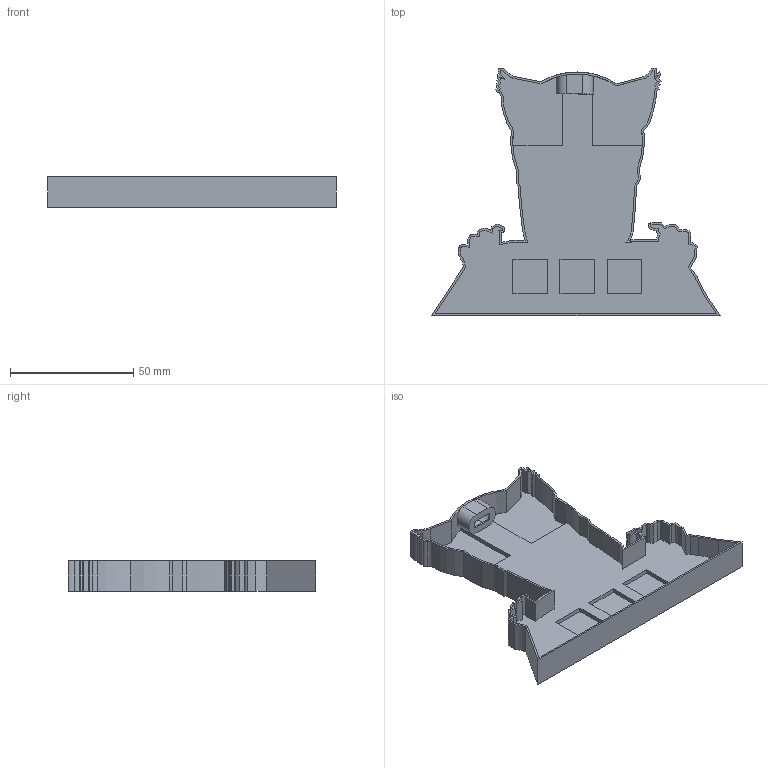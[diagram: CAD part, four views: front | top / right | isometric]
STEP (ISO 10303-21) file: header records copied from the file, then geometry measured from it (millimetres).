
FILE_DESCRIPTION(/* description */ ('STEP AP242','CAx-IF Rec.Pracs.---Representation and Presentation of Product Manufacturing Information (PMI)---4.0---2014-10-13','CAx-IF Rec.Pracs.---3D Tessellated Geometry---0.4---2014-09-14','2;1'),/* implementation_level */ '2;1');
FILE_NAME(/* name */ '686db411b8504e750a88714f',/* time_stamp */ '2025-07-09T00:13:06Z',/* author */ (''),/* organization */ (''),/* preprocessor_version */ 'ST-DEVELOPER v20',/* originating_system */ 'ONSHAPE BY PTC INC, 1.200',/* authorisation */ ' ');
FILE_SCHEMA (('AP242_MANAGED_MODEL_BASED_3D_ENGINEERING_MIM_LF { 1 0 10303 442 1 1 4 }'));
Length unit declared in the file: metre
Products named in the file (1): Part 1
Bounding box: 116.93 x 100.18 x 12.39 mm (x, y, z)
Volume: 22537.5 mm3; surface area: 25247.3 mm2
Topology: 1 solids, 1 shells, 237 faces, 690 edges, 460 vertices
Faces by surface type: plane 169, cylinder 68
Entity records: 7842 total; most frequent: CARTESIAN_POINT 1420, ORIENTED_EDGE 1380, DIRECTION 1294, EDGE_CURVE 690, LINE 546, VECTOR 546, VERTEX_POINT 460, AXIS2_PLACEMENT_3D 374
